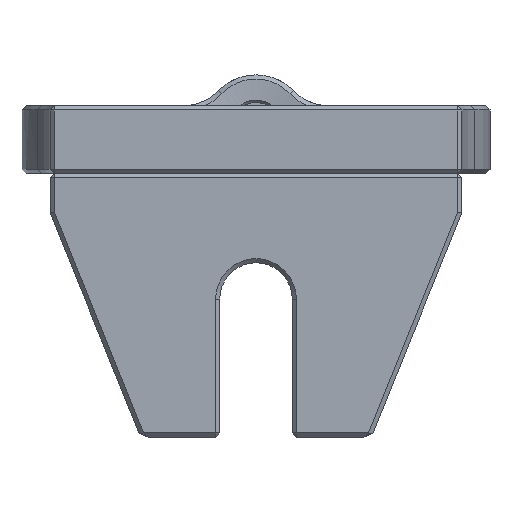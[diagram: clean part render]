
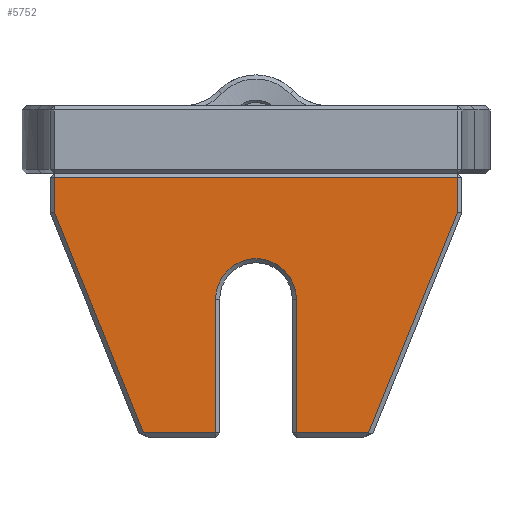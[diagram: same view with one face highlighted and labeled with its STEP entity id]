
A CAD part, front view. The second image highlights one B-rep face of the part: STEP entity #5752.
In plain terms, the highlighted planar face has unit normal (0, -1, 0).
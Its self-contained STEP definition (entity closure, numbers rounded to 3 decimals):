
#237 = CARTESIAN_POINT ( 'NONE',  ( 12.25, 0., -4.1 ) ) ;
#341 = ORIENTED_EDGE ( 'NONE', *, *, #2349, .T. ) ;
#505 = LINE ( 'NONE', #8005, #4356 ) ;
#621 = VERTEX_POINT ( 'NONE', #8174 ) ;
#622 = EDGE_CURVE ( 'NONE', #621, #2125, #2531, .T. ) ;
#691 = VECTOR ( 'NONE', #4510, 1000. ) ;
#815 = DIRECTION ( 'NONE',  ( 0.375, 0., 0.927 ) ) ;
#939 = VECTOR ( 'NONE', #2213, 1000. ) ;
#972 = ORIENTED_EDGE ( 'NONE', *, *, #3341, .T. ) ;
#1247 = EDGE_LOOP ( 'NONE', ( #2655, #5227, #6061, #8050, #341, #3135, #7056, #2995, #972, #2431 ) ) ;
#1575 = CARTESIAN_POINT ( 'NONE',  ( -12.25, 0., -4.35 ) ) ;
#1687 = VERTEX_POINT ( 'NONE', #3928 ) ;
#1739 = VERTEX_POINT ( 'NONE', #5162 ) ;
#1774 = VERTEX_POINT ( 'NONE', #7872 ) ;
#1970 = VECTOR ( 'NONE', #5630, 1000. ) ;
#2052 = VECTOR ( 'NONE', #6170, 1000. ) ;
#2061 = LINE ( 'NONE', #7418, #2052 ) ;
#2125 = VERTEX_POINT ( 'NONE', #1575 ) ;
#2213 = DIRECTION ( 'NONE',  ( 0., 0., 1. ) ) ;
#2269 = LINE ( 'NONE', #7145, #5751 ) ;
#2318 = DIRECTION ( 'NONE',  ( -1., 0., 0. ) ) ;
#2344 = DIRECTION ( 'NONE',  ( 0., 0., -1. ) ) ;
#2349 = EDGE_CURVE ( 'NONE', #6403, #2737, #3292, .T. ) ;
#2431 = ORIENTED_EDGE ( 'NONE', *, *, #6043, .T. ) ;
#2498 = DIRECTION ( 'NONE',  ( 0., 0., -1. ) ) ;
#2505 = EDGE_CURVE ( 'NONE', #7684, #1774, #7332, .T. ) ;
#2531 = LINE ( 'NONE', #5495, #3468 ) ;
#2655 = ORIENTED_EDGE ( 'NONE', *, *, #7677, .T. ) ;
#2737 = VERTEX_POINT ( 'NONE', #6654 ) ;
#2937 = CARTESIAN_POINT ( 'NONE',  ( -6.831, 0., -19.85 ) ) ;
#2995 = ORIENTED_EDGE ( 'NONE', *, *, #3131, .T. ) ;
#3131 = EDGE_CURVE ( 'NONE', #1774, #1687, #2269, .T. ) ;
#3135 = ORIENTED_EDGE ( 'NONE', *, *, #5607, .T. ) ;
#3250 = PLANE ( 'NONE',  #3254 ) ;
#3254 = AXIS2_PLACEMENT_3D ( 'NONE', #3925, #6499, #2498 ) ;
#3292 = LINE ( 'NONE', #3381, #691 ) ;
#3341 = EDGE_CURVE ( 'NONE', #1687, #4257, #505, .T. ) ;
#3381 = CARTESIAN_POINT ( 'NONE',  ( -2.2, 0., -19.85 ) ) ;
#3447 = CARTESIAN_POINT ( 'NONE',  ( 9.35, 0., -13.615 ) ) ;
#3468 = VECTOR ( 'NONE', #2318, 1000. ) ;
#3604 = DIRECTION ( 'NONE',  ( 0., 0., 1. ) ) ;
#3624 = CARTESIAN_POINT ( 'NONE',  ( 0., 0., -11.72 ) ) ;
#3925 = CARTESIAN_POINT ( 'NONE',  ( -14.2, 0., -4.1 ) ) ;
#3928 = CARTESIAN_POINT ( 'NONE',  ( 2.45, 0., -19.85 ) ) ;
#4041 = DIRECTION ( 'NONE',  ( 1., 0., 0. ) ) ;
#4132 = EDGE_CURVE ( 'NONE', #4983, #6403, #2061, .T. ) ;
#4257 = VERTEX_POINT ( 'NONE', #6339 ) ;
#4295 = CARTESIAN_POINT ( 'NONE',  ( -2.45, 0., -11.72 ) ) ;
#4356 = VECTOR ( 'NONE', #4041, 1000. ) ;
#4415 = CARTESIAN_POINT ( 'NONE',  ( -12.25, 0., -6.438 ) ) ;
#4510 = DIRECTION ( 'NONE',  ( 1., 0., 0. ) ) ;
#4909 = CARTESIAN_POINT ( 'NONE',  ( -2.45, 0., -11.72 ) ) ;
#4983 = VERTEX_POINT ( 'NONE', #4415 ) ;
#5162 = CARTESIAN_POINT ( 'NONE',  ( 12.25, 0., -6.438 ) ) ;
#5214 = DIRECTION ( 'NONE',  ( 0., 0., -1. ) ) ;
#5227 = ORIENTED_EDGE ( 'NONE', *, *, #622, .T. ) ;
#5495 = CARTESIAN_POINT ( 'NONE',  ( -14.2, 0., -4.35 ) ) ;
#5607 = EDGE_CURVE ( 'NONE', #2737, #7684, #8268, .T. ) ;
#5630 = DIRECTION ( 'NONE',  ( 0., 0., -1. ) ) ;
#5718 = CARTESIAN_POINT ( 'NONE',  ( -12.25, 0., -6.487 ) ) ;
#5751 = VECTOR ( 'NONE', #5214, 1000. ) ;
#5752 = ADVANCED_FACE ( 'NONE', ( #7536 ), #3250, .T. ) ;
#6043 = EDGE_CURVE ( 'NONE', #4257, #1739, #6095, .T. ) ;
#6061 = ORIENTED_EDGE ( 'NONE', *, *, #6935, .T. ) ;
#6095 = LINE ( 'NONE', #3447, #8251 ) ;
#6170 = DIRECTION ( 'NONE',  ( 0.375, 0., -0.927 ) ) ;
#6267 = DIRECTION ( 'NONE',  ( 0., 1., 0. ) ) ;
#6339 = CARTESIAN_POINT ( 'NONE',  ( 6.831, 0., -19.85 ) ) ;
#6403 = VERTEX_POINT ( 'NONE', #2937 ) ;
#6499 = DIRECTION ( 'NONE',  ( 0., -1., 0. ) ) ;
#6654 = CARTESIAN_POINT ( 'NONE',  ( -2.45, 0., -19.85 ) ) ;
#6935 = EDGE_CURVE ( 'NONE', #2125, #4983, #7487, .T. ) ;
#7056 = ORIENTED_EDGE ( 'NONE', *, *, #2505, .T. ) ;
#7145 = CARTESIAN_POINT ( 'NONE',  ( 2.45, 0., -20.1 ) ) ;
#7332 = CIRCLE ( 'NONE', #8447, 2.45 ) ;
#7418 = CARTESIAN_POINT ( 'NONE',  ( -13.336, 0., -3.751 ) ) ;
#7487 = LINE ( 'NONE', #5718, #1970 ) ;
#7536 = FACE_OUTER_BOUND ( 'NONE', #1247, .T. ) ;
#7677 = EDGE_CURVE ( 'NONE', #1739, #621, #7977, .T. ) ;
#7684 = VERTEX_POINT ( 'NONE', #4295 ) ;
#7755 = VECTOR ( 'NONE', #3604, 1000. ) ;
#7872 = CARTESIAN_POINT ( 'NONE',  ( 2.45, 0., -11.72 ) ) ;
#7977 = LINE ( 'NONE', #237, #939 ) ;
#8005 = CARTESIAN_POINT ( 'NONE',  ( 7., 0., -19.85 ) ) ;
#8050 = ORIENTED_EDGE ( 'NONE', *, *, #4132, .T. ) ;
#8174 = CARTESIAN_POINT ( 'NONE',  ( 12.25, 0., -4.35 ) ) ;
#8251 = VECTOR ( 'NONE', #815, 1000. ) ;
#8268 = LINE ( 'NONE', #4909, #7755 ) ;
#8447 = AXIS2_PLACEMENT_3D ( 'NONE', #3624, #6267, #2344 ) ;
